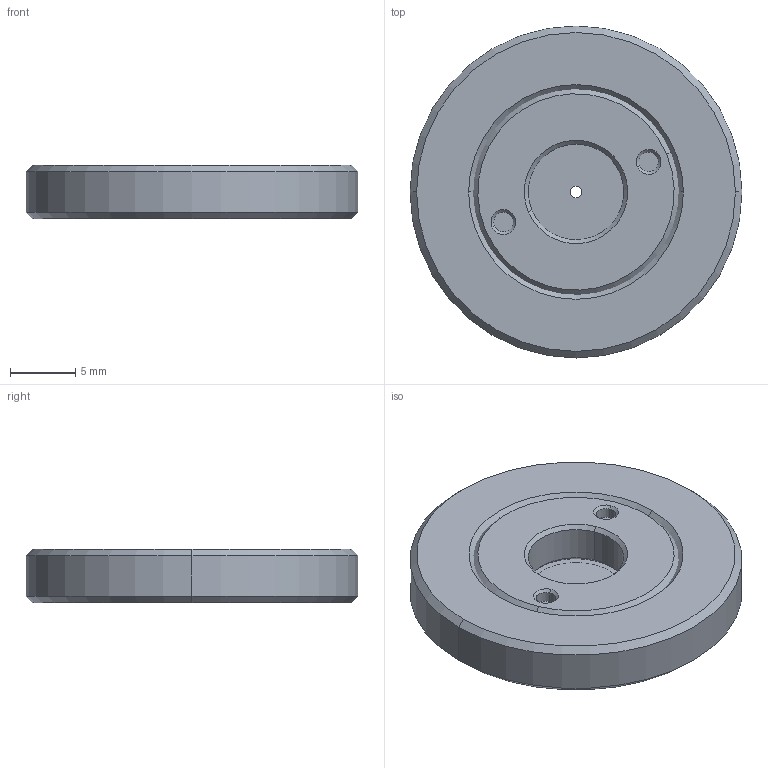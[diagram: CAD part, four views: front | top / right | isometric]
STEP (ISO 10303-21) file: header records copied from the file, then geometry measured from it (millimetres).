
FILE_DESCRIPTION (( 'STEP AP203' ), '1' );
FILE_NAME ('SPA1-1000D.STEP', '2025-07-21T07:49:54', ( '' ), ( '' ), 'SwSTEP 2.0', 'SolidWorks 2020', '' );
FILE_SCHEMA (( 'CONFIG_CONTROL_DESIGN' ));
Length unit declared in the file: millimetre
Products named in the file (1): SPA1-1000D
Bounding box: 25.35 x 25.35 x 4.1 mm (x, y, z)
Volume: 1885.2 mm3; surface area: 2092.1 mm2
Topology: 3 solids, 3 shells, 450 faces, 1191 edges, 788 vertices
Faces by surface type: plane 267, bspline 139, cylinder 24, cone 20
Entity records: 20836 total; most frequent: CARTESIAN_POINT 10473, ORIENTED_EDGE 2382, DIRECTION 1607, EDGE_CURVE 1191, LINE 843, VECTOR 843, VERTEX_POINT 788, EDGE_LOOP 497
